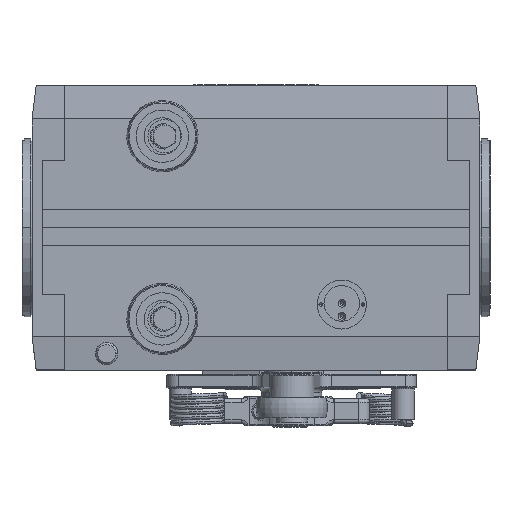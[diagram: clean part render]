
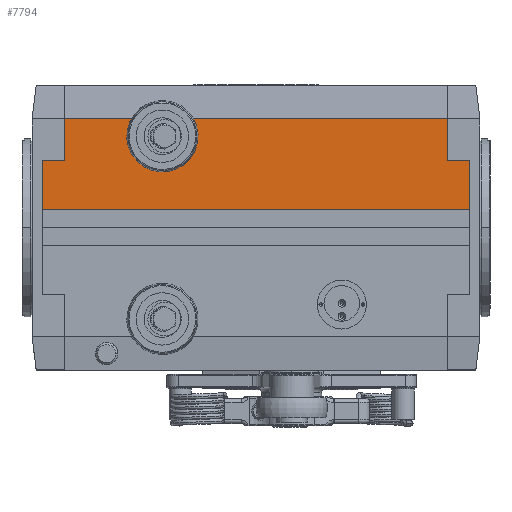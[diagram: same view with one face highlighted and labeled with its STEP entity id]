
A CAD part, top view. The second image highlights one B-rep face of the part: STEP entity #7794.
In plain terms, the highlighted planar face has unit normal (0, 0, 1).
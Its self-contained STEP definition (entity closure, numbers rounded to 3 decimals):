
#1605 = PLANE ( 'NONE',  #122889 ) ;
#2804 = EDGE_CURVE ( 'NONE', #119207, #7929, #35158, .T. ) ;
#4153 = CARTESIAN_POINT ( 'NONE',  ( 96., 8., 55. ) ) ;
#7794 = ADVANCED_FACE ( 'NONE', ( #137188, #152043 ), #1605, .F. ) ;
#7929 = VERTEX_POINT ( 'NONE', #55947 ) ;
#9152 = EDGE_CURVE ( 'NONE', #151479, #80147, #144534, .T. ) ;
#12317 = EDGE_CURVE ( 'NONE', #75574, #173432, #68938, .T. ) ;
#14666 = EDGE_CURVE ( 'NONE', #52972, #151479, #59579, .T. ) ;
#15588 = VECTOR ( 'NONE', #110116, 1000. ) ;
#18095 = DIRECTION ( 'NONE',  ( 0., 0., 1. ) ) ;
#20274 = DIRECTION ( 'NONE',  ( -1., 0., 0. ) ) ;
#21055 = CARTESIAN_POINT ( 'NONE',  ( 96., 49., 55. ) ) ;
#21059 = ORIENTED_EDGE ( 'NONE', *, *, #165322, .F. ) ;
#23999 = EDGE_CURVE ( 'NONE', #94631, #52972, #107599, .T. ) ;
#27139 = VECTOR ( 'NONE', #162618, 1000. ) ;
#28312 = CARTESIAN_POINT ( 'NONE',  ( -86., 30., 55. ) ) ;
#34913 = ORIENTED_EDGE ( 'NONE', *, *, #2804, .T. ) ;
#35158 = LINE ( 'NONE', #155852, #96057 ) ;
#39536 = VECTOR ( 'NONE', #81463, 1000. ) ;
#40314 = ORIENTED_EDGE ( 'NONE', *, *, #187504, .F. ) ;
#43832 = LINE ( 'NONE', #119100, #27139 ) ;
#45226 = DIRECTION ( 'NONE',  ( -1., 0., 0. ) ) ;
#46492 = EDGE_CURVE ( 'NONE', #101298, #191392, #47737, .T. ) ;
#47737 = LINE ( 'NONE', #4153, #15588 ) ;
#52972 = VERTEX_POINT ( 'NONE', #161339 ) ;
#53434 = DIRECTION ( 'NONE',  ( -1., 0., 0. ) ) ;
#55947 = CARTESIAN_POINT ( 'NONE',  ( -96., 30., 55. ) ) ;
#58173 = LINE ( 'NONE', #147218, #134292 ) ;
#59561 = CARTESIAN_POINT ( 'NONE',  ( 86., 49., 55. ) ) ;
#59579 = LINE ( 'NONE', #91288, #95056 ) ;
#61998 = DIRECTION ( 'NONE',  ( 0., 0., -1. ) ) ;
#62097 = VECTOR ( 'NONE', #173247, 1000. ) ;
#67419 = CARTESIAN_POINT ( 'NONE',  ( 96., 49., 55. ) ) ;
#68938 = CIRCLE ( 'NONE', #179514, 5. ) ;
#73978 = CIRCLE ( 'NONE', #105670, 5. ) ;
#75574 = VERTEX_POINT ( 'NONE', #100951 ) ;
#78656 = EDGE_LOOP ( 'NONE', ( #40314, #103849 ) ) ;
#80147 = VERTEX_POINT ( 'NONE', #126965 ) ;
#81463 = DIRECTION ( 'NONE',  ( 0., -1., 0. ) ) ;
#87775 = EDGE_LOOP ( 'NONE', ( #21059, #110601, #189055, #156238, #109451, #34913, #90111, #169752 ) ) ;
#88076 = CARTESIAN_POINT ( 'NONE',  ( 96., 49., 55. ) ) ;
#90111 = ORIENTED_EDGE ( 'NONE', *, *, #156268, .T. ) ;
#91288 = CARTESIAN_POINT ( 'NONE',  ( 86., 30., 55. ) ) ;
#94631 = VERTEX_POINT ( 'NONE', #187622 ) ;
#95056 = VECTOR ( 'NONE', #153516, 1000. ) ;
#96057 = VECTOR ( 'NONE', #20274, 1000. ) ;
#100951 = CARTESIAN_POINT ( 'NONE',  ( -36., 41., 55. ) ) ;
#101298 = VERTEX_POINT ( 'NONE', #164522 ) ;
#103849 = ORIENTED_EDGE ( 'NONE', *, *, #12317, .F. ) ;
#105670 = AXIS2_PLACEMENT_3D ( 'NONE', #188011, #128642, #53434 ) ;
#107599 = LINE ( 'NONE', #180765, #145344 ) ;
#109451 = ORIENTED_EDGE ( 'NONE', *, *, #189785, .T. ) ;
#110116 = DIRECTION ( 'NONE',  ( -1., 0., 0. ) ) ;
#110601 = ORIENTED_EDGE ( 'NONE', *, *, #23999, .T. ) ;
#119100 = CARTESIAN_POINT ( 'NONE',  ( -96., 49., 55. ) ) ;
#119207 = VERTEX_POINT ( 'NONE', #28312 ) ;
#122889 = AXIS2_PLACEMENT_3D ( 'NONE', #88076, #61998, #161280 ) ;
#126965 = CARTESIAN_POINT ( 'NONE',  ( -86., 49., 55. ) ) ;
#128642 = DIRECTION ( 'NONE',  ( 0., 0., 1. ) ) ;
#134292 = VECTOR ( 'NONE', #192759, 1000. ) ;
#137188 = FACE_BOUND ( 'NONE', #78656, .T. ) ;
#144534 = LINE ( 'NONE', #67419, #62097 ) ;
#145344 = VECTOR ( 'NONE', #45226, 1000. ) ;
#147218 = CARTESIAN_POINT ( 'NONE',  ( -86., 30., 55. ) ) ;
#147621 = CARTESIAN_POINT ( 'NONE',  ( -46., 41., 55. ) ) ;
#151479 = VERTEX_POINT ( 'NONE', #59561 ) ;
#152043 = FACE_OUTER_BOUND ( 'NONE', #87775, .T. ) ;
#153516 = DIRECTION ( 'NONE',  ( 0., 1., 0. ) ) ;
#154341 = CARTESIAN_POINT ( 'NONE',  ( -96., 8., 55. ) ) ;
#155852 = CARTESIAN_POINT ( 'NONE',  ( -96., 30., 55. ) ) ;
#156238 = ORIENTED_EDGE ( 'NONE', *, *, #9152, .T. ) ;
#156268 = EDGE_CURVE ( 'NONE', #7929, #191392, #43832, .T. ) ;
#156621 = LINE ( 'NONE', #21055, #39536 ) ;
#161280 = DIRECTION ( 'NONE',  ( 1., 0., 0. ) ) ;
#161339 = CARTESIAN_POINT ( 'NONE',  ( 86., 30., 55. ) ) ;
#162618 = DIRECTION ( 'NONE',  ( 0., -1., 0. ) ) ;
#164522 = CARTESIAN_POINT ( 'NONE',  ( 96., 8., 55. ) ) ;
#165322 = EDGE_CURVE ( 'NONE', #94631, #101298, #156621, .T. ) ;
#166542 = CARTESIAN_POINT ( 'NONE',  ( -41., 41., 55. ) ) ;
#169752 = ORIENTED_EDGE ( 'NONE', *, *, #46492, .F. ) ;
#173247 = DIRECTION ( 'NONE',  ( -1., 0., 0. ) ) ;
#173432 = VERTEX_POINT ( 'NONE', #147621 ) ;
#179514 = AXIS2_PLACEMENT_3D ( 'NONE', #166542, #18095, #184305 ) ;
#180765 = CARTESIAN_POINT ( 'NONE',  ( 96., 30., 55. ) ) ;
#184305 = DIRECTION ( 'NONE',  ( -1., 0., 0. ) ) ;
#187504 = EDGE_CURVE ( 'NONE', #173432, #75574, #73978, .T. ) ;
#187622 = CARTESIAN_POINT ( 'NONE',  ( 96., 30., 55. ) ) ;
#188011 = CARTESIAN_POINT ( 'NONE',  ( -41., 41., 55. ) ) ;
#189055 = ORIENTED_EDGE ( 'NONE', *, *, #14666, .T. ) ;
#189785 = EDGE_CURVE ( 'NONE', #80147, #119207, #58173, .T. ) ;
#191392 = VERTEX_POINT ( 'NONE', #154341 ) ;
#192759 = DIRECTION ( 'NONE',  ( 0., -1., 0. ) ) ;
